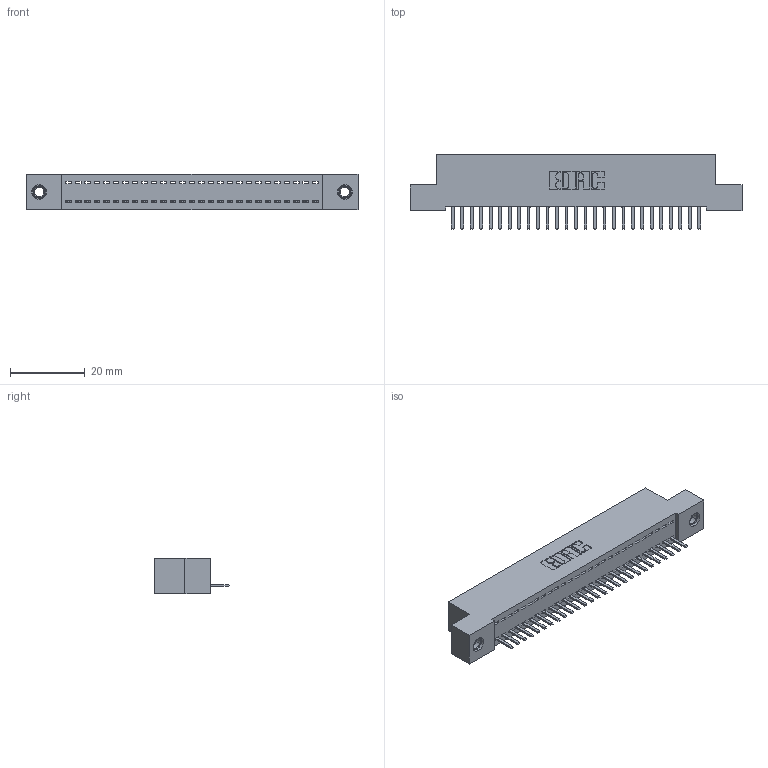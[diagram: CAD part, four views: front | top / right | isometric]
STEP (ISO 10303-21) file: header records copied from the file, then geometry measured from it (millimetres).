
FILE_DESCRIPTION (( 'STEP AP203' ), '1' );
FILE_NAME ('342-027-520-107.STEP', '2018-08-11T05:27:41', ( '' ), ( '' ), 'SwSTEP 2.0', 'SolidWorks 2016', '' );
FILE_SCHEMA (( 'CONFIG_CONTROL_DESIGN' ));
Length unit declared in the file: inch
Products named in the file (4): 345-292-001_345-293-120; 345-250-001_345-250-005-103; 342-027-520-107; 342 Part_TI
Assembly tree (30 placements, depth 2):
  342-027-520-107
    342 Part_TI
    345-292-001_345-293-120  x27
    345-250-001_345-250-005-103  x2
Bounding box: 88.9 x 20.02 x 9.4 mm (x, y, z)
Volume: 7649.1 mm3; surface area: 10736.2 mm2
Topology: 30 solids, 30 shells, 1844 faces, 5403 edges, 3522 vertices
Faces by surface type: plane 1286, cylinder 542, cone 12, torus 4
Entity records: 19614 total; most frequent: CARTESIAN_POINT 3378, ORIENTED_EDGE 3322, DIRECTION 2901, EDGE_CURVE 1661, VECTOR 1509, LINE 1509, VERTEX_POINT 1100, AXIS2_PLACEMENT_3D 696
